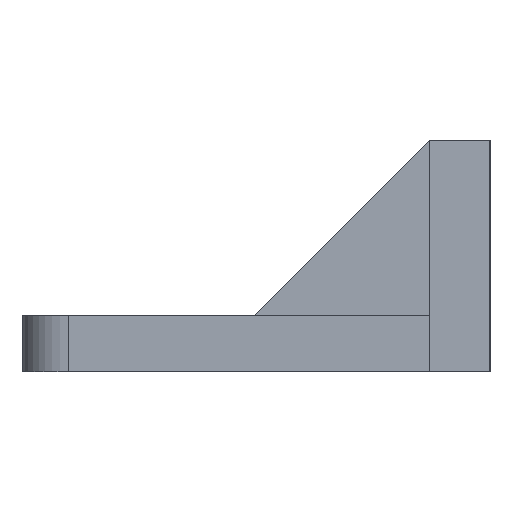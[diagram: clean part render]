
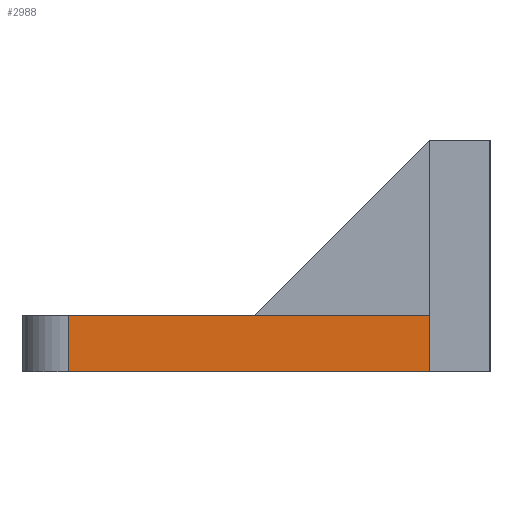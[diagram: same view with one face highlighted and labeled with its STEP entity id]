
A CAD part, left-side view. The second image highlights one B-rep face of the part: STEP entity #2988.
In plain terms, the highlighted planar face has unit normal (-1, 0, 0).
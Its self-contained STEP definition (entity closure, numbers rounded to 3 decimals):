
#2863=CARTESIAN_POINT('',(190.9,10.5,-1.56));
#2864=VERTEX_POINT('',#2863);
#2879=CARTESIAN_POINT('',(190.9,10.5,4.5));
#2880=VERTEX_POINT('',#2879);
#2887=CARTESIAN_POINT('',(190.9,10.5,4.5));
#2888=DIRECTION('',(0.,0.,-1.));
#2889=VECTOR('',#2888,6.06);
#2890=LINE('',#2887,#2889);
#2891=EDGE_CURVE('',#2880,#2864,#2890,.T.);
#2958=CARTESIAN_POINT('',(190.9,32.,4.5));
#2959=DIRECTION('',(1.,0.,0.));
#2960=DIRECTION('',(0.,0.,-1.));
#2961=AXIS2_PLACEMENT_3D('',#2958,#2959,#2960);
#2962=PLANE('',#2961);
#2963=CARTESIAN_POINT('',(190.9,49.5,4.5));
#2964=VERTEX_POINT('',#2963);
#2965=CARTESIAN_POINT('',(190.9,49.5,4.5));
#2966=DIRECTION('',(0.,-1.,0.));
#2967=VECTOR('',#2966,39.);
#2968=LINE('',#2965,#2967);
#2969=EDGE_CURVE('',#2964,#2880,#2968,.T.);
#2970=ORIENTED_EDGE('',*,*,#2969,.F.);
#2971=CARTESIAN_POINT('',(190.9,49.5,-1.56));
#2972=VERTEX_POINT('',#2971);
#2973=CARTESIAN_POINT('',(190.9,49.5,4.5));
#2974=DIRECTION('',(0.,0.,-1.));
#2975=VECTOR('',#2974,6.06);
#2976=LINE('',#2973,#2975);
#2977=EDGE_CURVE('',#2964,#2972,#2976,.T.);
#2978=ORIENTED_EDGE('',*,*,#2977,.T.);
#2979=CARTESIAN_POINT('',(190.9,49.5,-1.56));
#2980=DIRECTION('',(0.,-1.,0.));
#2981=VECTOR('',#2980,39.);
#2982=LINE('',#2979,#2981);
#2983=EDGE_CURVE('',#2972,#2864,#2982,.T.);
#2984=ORIENTED_EDGE('',*,*,#2983,.T.);
#2985=ORIENTED_EDGE('',*,*,#2891,.F.);
#2986=EDGE_LOOP('',(#2970,#2978,#2984,#2985));
#2987=FACE_BOUND('',#2986,.T.);
#2988=ADVANCED_FACE('',(#2987),#2962,.F.);
